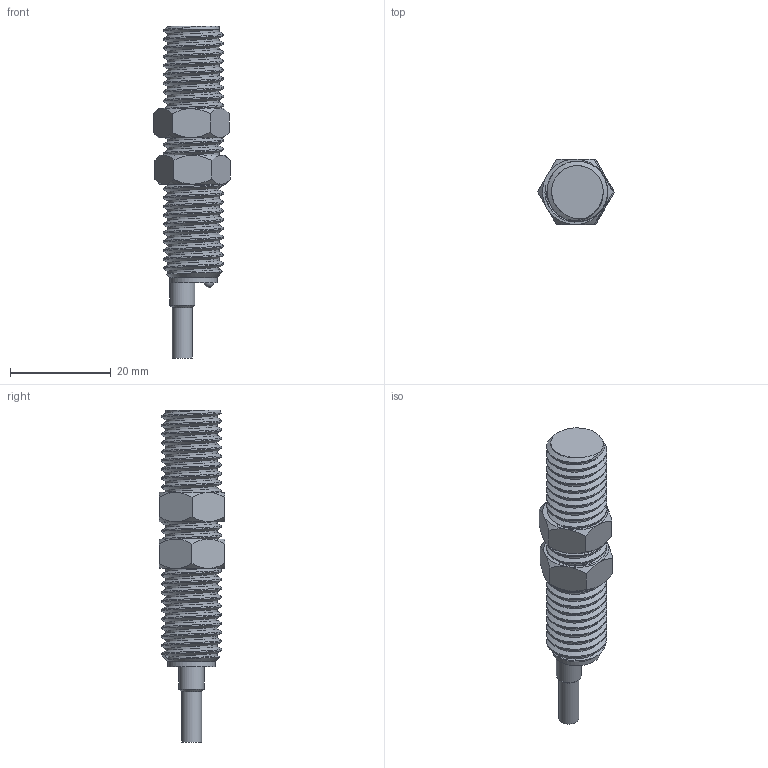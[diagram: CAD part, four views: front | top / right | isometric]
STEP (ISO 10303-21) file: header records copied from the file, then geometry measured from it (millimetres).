
FILE_DESCRIPTION(/* description */ (''),/* implementation_level */ '2;1');
FILE_NAME(/* name */ 'KJ112-D04PA-D350-LY.stp',/* time_stamp */ '2023-07-20T11:02:30+08:00',/* author */ (''),/* organization */ (''),/* preprocessor_version */ 'ST-DEVELOPER v16.7',/* originating_system */ 'SIEMENS PLM Software NX 12.0',/* authorisation */ '');
FILE_SCHEMA (('AUTOMOTIVE_DESIGN { 1 0 10303 214 3 1 1 1 }'));
Length unit declared in the file: millimetre
Products named in the file (2): M12传感器螺母; KJ112-D04PA-D350-LY
Assembly tree (2 placements, depth 2):
  KJ112-D04PA-D350-LY
    M12传感器螺母  x2
Bounding box: 15.29 x 13 x 66 mm (x, y, z)
Volume: 5469.1 mm3; surface area: 4508.4 mm2
Topology: 7 solids, 7 shells, 56 faces, 131 edges, 87 vertices
Faces by surface type: plane 25, cone 14, cylinder 9, bspline 7, sphere 1
Full cylindrical faces by diameter (mm): 4 x1, 5 x1, 9.4 x1
Entity records: 5953 total; most frequent: CARTESIAN_POINT 5146, ORIENTED_EDGE 148, DIRECTION 127, EDGE_CURVE 74, AXIS2_PLACEMENT_3D 56, VERTEX_POINT 53, EDGE_LOOP 44, B_SPLINE_CURVE_WITH_KNOTS 39
